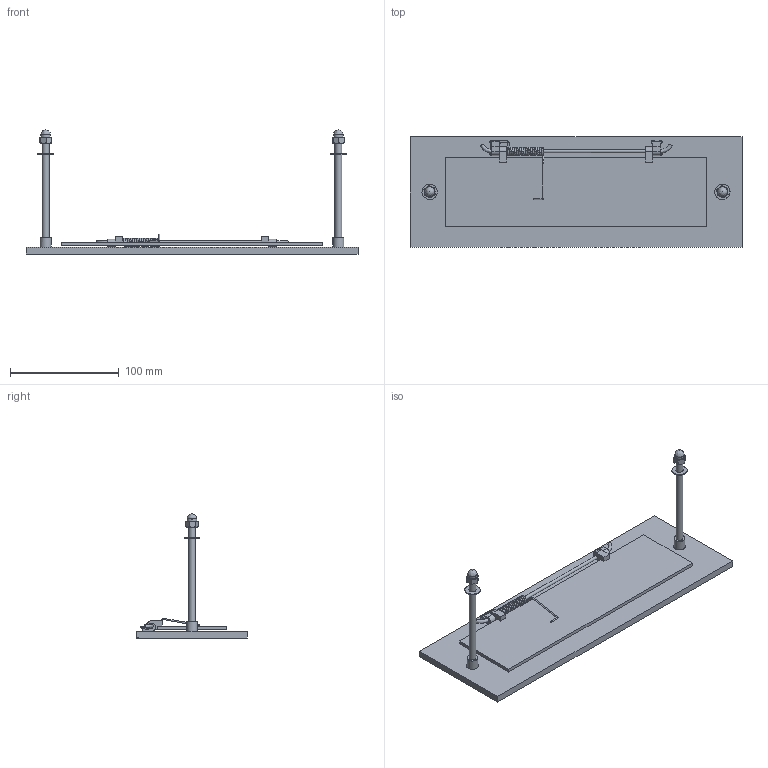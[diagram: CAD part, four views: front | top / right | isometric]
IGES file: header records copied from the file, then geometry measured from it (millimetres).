
Global section: file name: P7502; native system: Autodesk Inventor 2018; preprocessor: unknown; author: adaniels; date: 20180911.152155; units: millimetre
Bounding box: 304.8 x 101.6 x 113.95 mm (x, y, z)
Volume: 173610.4 mm3; surface area: 89094.8 mm2
Topology: 16 solids, 16 shells, 177 faces, 426 edges, 287 vertices
Faces by surface type: bspline 177
